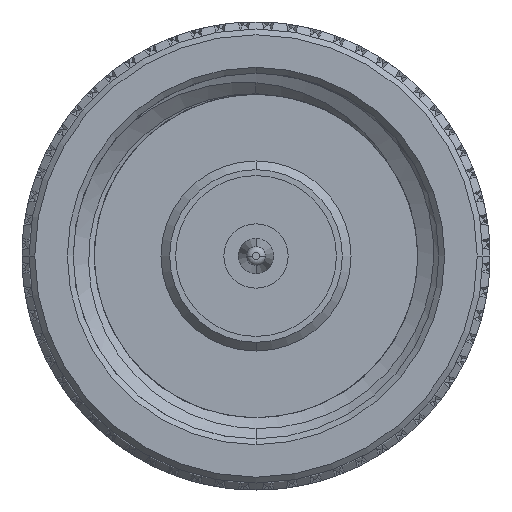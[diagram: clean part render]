
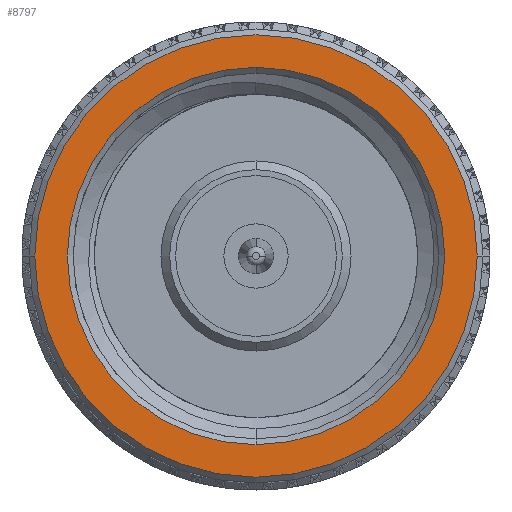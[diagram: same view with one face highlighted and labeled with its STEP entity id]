
A CAD part, left-side view. The second image highlights one B-rep face of the part: STEP entity #8797.
In plain terms, the highlighted planar face has unit normal (-1, 0, 0).
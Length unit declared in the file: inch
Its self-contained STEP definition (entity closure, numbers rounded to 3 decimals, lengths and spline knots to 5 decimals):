
#3607 = DIRECTION ( 'NONE',  ( 0., -1., 0. ) ) ;
#4063 = DIRECTION ( 'NONE',  ( 0., -1., 0. ) ) ;
#7341 = DIRECTION ( 'NONE',  ( -1., 0., 0. ) ) ;
#8797 = ADVANCED_FACE ( 'NONE', ( #30241, #104736 ), #78930, .T. ) ;
#9657 = CIRCLE ( 'NONE', #26495, 0.37809 ) ;
#14999 = ORIENTED_EDGE ( 'NONE', *, *, #42397, .T. ) ;
#18037 = CIRCLE ( 'NONE', #73432, 0.3225 ) ;
#20628 = CIRCLE ( 'NONE', #84976, 0.3225 ) ;
#26495 = AXIS2_PLACEMENT_3D ( 'NONE', #26724, #7341, #60048 ) ;
#26724 = CARTESIAN_POINT ( 'NONE',  ( 0., 0., 0. ) ) ;
#29371 = VERTEX_POINT ( 'NONE', #96943 ) ;
#29570 = CARTESIAN_POINT ( 'NONE',  ( 0., 0.38809, 0. ) ) ;
#30241 = FACE_BOUND ( 'NONE', #59625, .T. ) ;
#33356 = AXIS2_PLACEMENT_3D ( 'NONE', #29570, #63563, #3607 ) ;
#33573 = CARTESIAN_POINT ( 'NONE',  ( 0., 0., 0. ) ) ;
#37631 = ORIENTED_EDGE ( 'NONE', *, *, #59804, .T. ) ;
#40960 = ORIENTED_EDGE ( 'NONE', *, *, #75731, .T. ) ;
#42397 = EDGE_CURVE ( 'NONE', #78218, #44255, #9657, .T. ) ;
#44255 = VERTEX_POINT ( 'NONE', #80384 ) ;
#47761 = CARTESIAN_POINT ( 'NONE',  ( 0., 0., 0. ) ) ;
#48128 = DIRECTION ( 'NONE',  ( 1., 0., 0. ) ) ;
#49937 = VERTEX_POINT ( 'NONE', #72185 ) ;
#59625 = EDGE_LOOP ( 'NONE', ( #40960, #37631 ) ) ;
#59804 = EDGE_CURVE ( 'NONE', #49937, #29371, #18037, .T. ) ;
#59980 = EDGE_LOOP ( 'NONE', ( #102945, #14999 ) ) ;
#60048 = DIRECTION ( 'NONE',  ( 0., -1., 0. ) ) ;
#63563 = DIRECTION ( 'NONE',  ( -1., 0., 0. ) ) ;
#65212 = EDGE_CURVE ( 'NONE', #44255, #78218, #71145, .T. ) ;
#71145 = CIRCLE ( 'NONE', #91368, 0.37809 ) ;
#72185 = CARTESIAN_POINT ( 'NONE',  ( 0., 0., -0.3225 ) ) ;
#73432 = AXIS2_PLACEMENT_3D ( 'NONE', #47761, #48128, #82113 ) ;
#75731 = EDGE_CURVE ( 'NONE', #29371, #49937, #20628, .T. ) ;
#78218 = VERTEX_POINT ( 'NONE', #82240 ) ;
#78284 = CARTESIAN_POINT ( 'NONE',  ( 0., 0., 0. ) ) ;
#78930 = PLANE ( 'NONE',  #33356 ) ;
#80384 = CARTESIAN_POINT ( 'NONE',  ( 0., 0.37809, 0. ) ) ;
#82113 = DIRECTION ( 'NONE',  ( 0., -1., 0. ) ) ;
#82240 = CARTESIAN_POINT ( 'NONE',  ( 0., -0.37809, 0. ) ) ;
#84976 = AXIS2_PLACEMENT_3D ( 'NONE', #78284, #95391, #4063 ) ;
#91368 = AXIS2_PLACEMENT_3D ( 'NONE', #33573, #108041, #91673 ) ;
#91673 = DIRECTION ( 'NONE',  ( 0., -1., 0. ) ) ;
#95391 = DIRECTION ( 'NONE',  ( 1., 0., 0. ) ) ;
#96943 = CARTESIAN_POINT ( 'NONE',  ( 0., 0., 0.3225 ) ) ;
#102945 = ORIENTED_EDGE ( 'NONE', *, *, #65212, .T. ) ;
#104736 = FACE_OUTER_BOUND ( 'NONE', #59980, .T. ) ;
#108041 = DIRECTION ( 'NONE',  ( -1., 0., 0. ) ) ;
